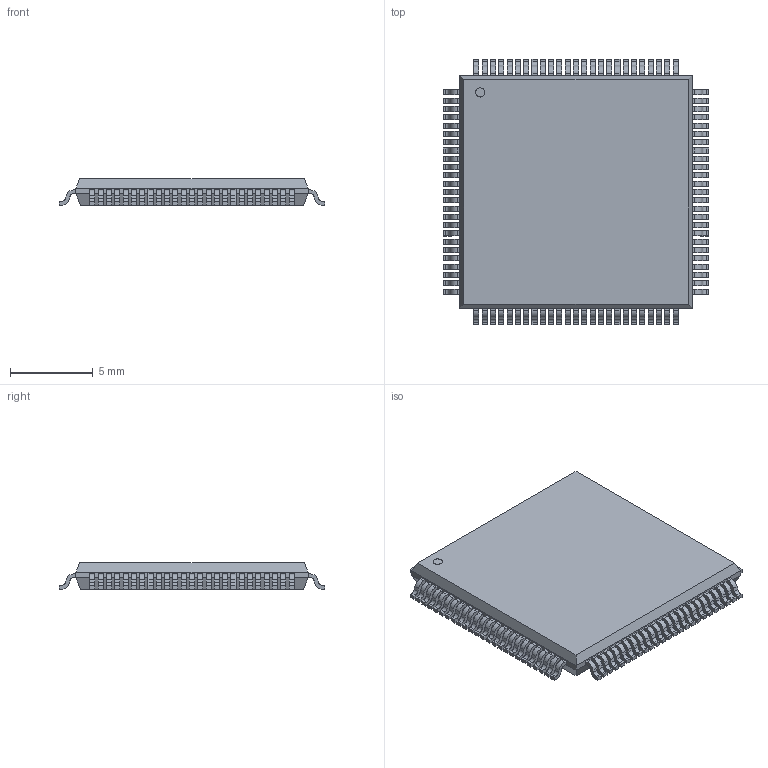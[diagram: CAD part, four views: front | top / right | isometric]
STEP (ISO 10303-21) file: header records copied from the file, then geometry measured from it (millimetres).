
FILE_DESCRIPTION(('STEP AP214'),'1');
FILE_NAME('LPQFP-100','2019-09-27T11:44:16',(''),(''),'','','');
FILE_SCHEMA(('AUTOMOTIVE_DESIGN'));
Length unit declared in the file: millimetre
Products named in the file (1): product
Bounding box: 15.99 x 15.99 x 1.6 mm (x, y, z)
Volume: 0 mm3; surface area: 619.6 mm2
Topology: 1 solids, 1415 shells, 1417 faces, 7259 edges, 7258 vertices
Faces by surface type: plane 1016, cylinder 401
Full cylindrical faces by diameter (mm): 0.56 x1
Entity records: 79742 total; most frequent: CARTESIAN_POINT 15935, VERTEX_POINT 14514, DIRECTION 11698, ORIENTED_EDGE 7260, EDGE_CURVE 7258, LINE 5656, VECTOR 5656, AXIS2_PLACEMENT_3D 3021
